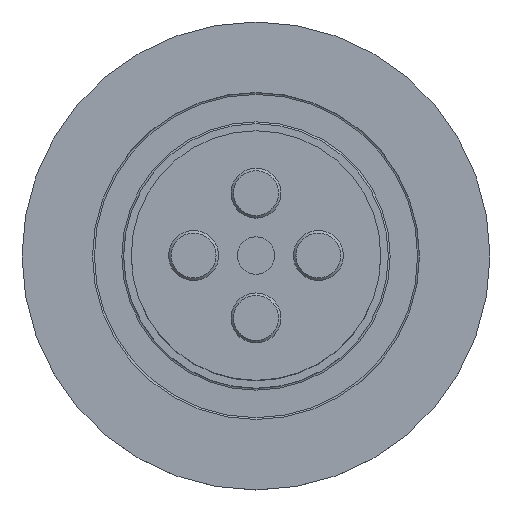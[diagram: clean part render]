
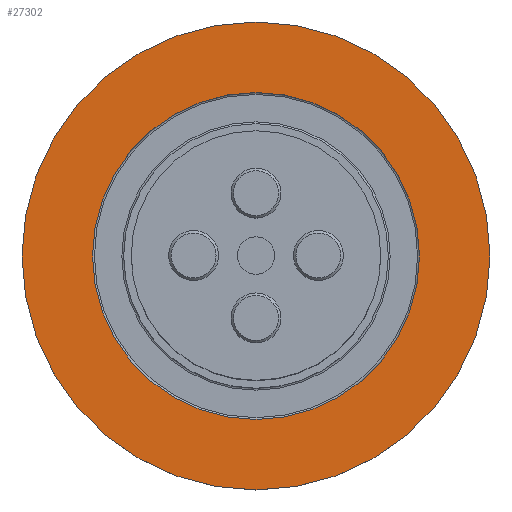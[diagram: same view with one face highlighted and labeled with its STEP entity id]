
A CAD part, top view. The second image highlights one B-rep face of the part: STEP entity #27302.
In plain terms, the highlighted face is planar.
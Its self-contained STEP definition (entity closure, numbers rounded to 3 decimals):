
#1905=FACE_BOUND('',#4606,.T.);
#1986=PLANE('',#28986);
#3010=FACE_OUTER_BOUND('',#4605,.T.);
#4605=EDGE_LOOP('',(#18865));
#4606=EDGE_LOOP('',(#18866));
#10963=CIRCLE('',#28983,26.2);
#10964=CIRCLE('',#28985,37.5);
#12287=VERTEX_POINT('',#40137);
#12288=VERTEX_POINT('',#40141);
#14815=EDGE_CURVE('',#12287,#12287,#10963,.T.);
#14816=EDGE_CURVE('',#12288,#12288,#10964,.T.);
#18865=ORIENTED_EDGE('',*,*,#14816,.T.);
#18866=ORIENTED_EDGE('',*,*,#14815,.F.);
#27302=ADVANCED_FACE('',(#3010,#1905),#1986,.F.);
#28983=AXIS2_PLACEMENT_3D('',#40139,#31960,#31961);
#28985=AXIS2_PLACEMENT_3D('',#40142,#31964,#31965);
#28986=AXIS2_PLACEMENT_3D('',#40144,#31967,#31968);
#31960=DIRECTION('center_axis',(0.,0.,-1.));
#31961=DIRECTION('ref_axis',(-1.,0.,0.));
#31964=DIRECTION('center_axis',(0.,0.,-1.));
#31965=DIRECTION('ref_axis',(-1.,0.,0.));
#31967=DIRECTION('center_axis',(0.,0.,1.));
#31968=DIRECTION('ref_axis',(1.,0.,0.));
#40137=CARTESIAN_POINT('',(26.2,0.,-5.));
#40139=CARTESIAN_POINT('Origin',(0.,0.,-5.));
#40141=CARTESIAN_POINT('',(37.5,0.,-5.));
#40142=CARTESIAN_POINT('Origin',(0.,0.,-5.));
#40144=CARTESIAN_POINT('Origin',(26.2,0.,-5.));
